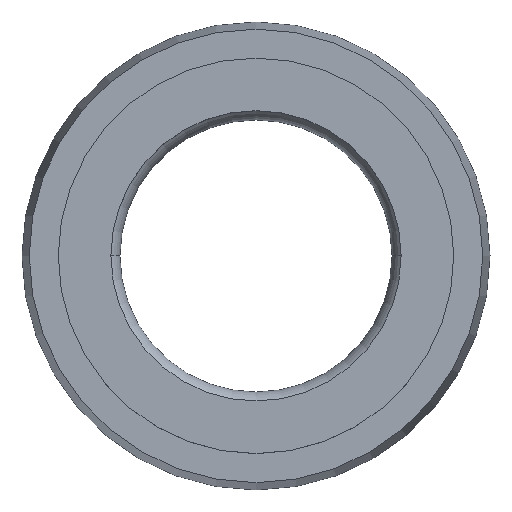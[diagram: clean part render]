
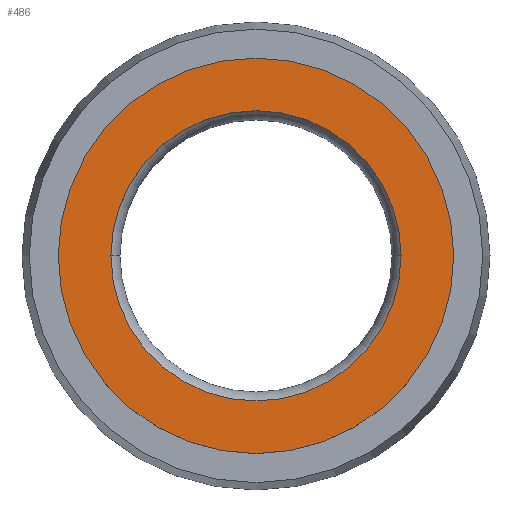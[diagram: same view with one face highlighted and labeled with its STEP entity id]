
A CAD part, top view. The second image highlights one B-rep face of the part: STEP entity #486.
In plain terms, the highlighted planar face has unit normal (0, 0, 1).
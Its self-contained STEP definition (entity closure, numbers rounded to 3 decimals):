
#2 = ORIENTED_EDGE ( 'NONE', *, *, #174, .T. ) ;
#5 = DIRECTION ( 'NONE',  ( 1., 0., 0. ) ) ;
#7 = ORIENTED_EDGE ( 'NONE', *, *, #220, .T. ) ;
#11 = DIRECTION ( 'NONE',  ( 1., 0., 0. ) ) ;
#15 = AXIS2_PLACEMENT_3D ( 'NONE', #101, #498, #60 ) ;
#60 = DIRECTION ( 'NONE',  ( 1., 0., 0. ) ) ;
#83 = AXIS2_PLACEMENT_3D ( 'NONE', #168, #405, #461 ) ;
#101 = CARTESIAN_POINT ( 'NONE',  ( 0., 0., 0. ) ) ;
#107 = EDGE_LOOP ( 'NONE', ( #169, #112 ) ) ;
#108 = CIRCLE ( 'NONE', #448, 4. ) ;
#112 = ORIENTED_EDGE ( 'NONE', *, *, #475, .F. ) ;
#161 = CARTESIAN_POINT ( 'NONE',  ( 0., 0., 0. ) ) ;
#168 = CARTESIAN_POINT ( 'NONE',  ( 0., 0., 0. ) ) ;
#169 = ORIENTED_EDGE ( 'NONE', *, *, #378, .F. ) ;
#174 = EDGE_CURVE ( 'NONE', #623, #488, #624, .T. ) ;
#217 = FACE_BOUND ( 'NONE', #107, .T. ) ;
#220 = EDGE_CURVE ( 'NONE', #488, #623, #328, .T. ) ;
#265 = CARTESIAN_POINT ( 'NONE',  ( -5.45, 0., 0. ) ) ;
#269 = DIRECTION ( 'NONE',  ( 1., 0., 0. ) ) ;
#308 = VERTEX_POINT ( 'NONE', #349 ) ;
#324 = AXIS2_PLACEMENT_3D ( 'NONE', #161, #399, #269 ) ;
#328 = CIRCLE ( 'NONE', #563, 5.45 ) ;
#342 = DIRECTION ( 'NONE',  ( 0., 0., 1. ) ) ;
#349 = CARTESIAN_POINT ( 'NONE',  ( -4., 0., 0. ) ) ;
#355 = PLANE ( 'NONE',  #83 ) ;
#378 = EDGE_CURVE ( 'NONE', #597, #308, #108, .T. ) ;
#399 = DIRECTION ( 'NONE',  ( 0., 0., 1. ) ) ;
#405 = DIRECTION ( 'NONE',  ( 0., 0., -1. ) ) ;
#413 = CARTESIAN_POINT ( 'NONE',  ( 5.45, 0., 0. ) ) ;
#416 = CARTESIAN_POINT ( 'NONE',  ( 4., 0., 0. ) ) ;
#435 = CARTESIAN_POINT ( 'NONE',  ( 0., 0., 0. ) ) ;
#445 = DIRECTION ( 'NONE',  ( 0., 0., 1. ) ) ;
#448 = AXIS2_PLACEMENT_3D ( 'NONE', #499, #445, #11 ) ;
#461 = DIRECTION ( 'NONE',  ( -1., 0., 0. ) ) ;
#475 = EDGE_CURVE ( 'NONE', #308, #597, #522, .T. ) ;
#478 = FACE_OUTER_BOUND ( 'NONE', #565, .T. ) ;
#486 = ADVANCED_FACE ( 'NONE', ( #217, #478 ), #355, .F. ) ;
#488 = VERTEX_POINT ( 'NONE', #265 ) ;
#498 = DIRECTION ( 'NONE',  ( 0., 0., 1. ) ) ;
#499 = CARTESIAN_POINT ( 'NONE',  ( 0., 0., 0. ) ) ;
#522 = CIRCLE ( 'NONE', #324, 4. ) ;
#563 = AXIS2_PLACEMENT_3D ( 'NONE', #435, #342, #5 ) ;
#565 = EDGE_LOOP ( 'NONE', ( #2, #7 ) ) ;
#597 = VERTEX_POINT ( 'NONE', #416 ) ;
#623 = VERTEX_POINT ( 'NONE', #413 ) ;
#624 = CIRCLE ( 'NONE', #15, 5.45 ) ;
